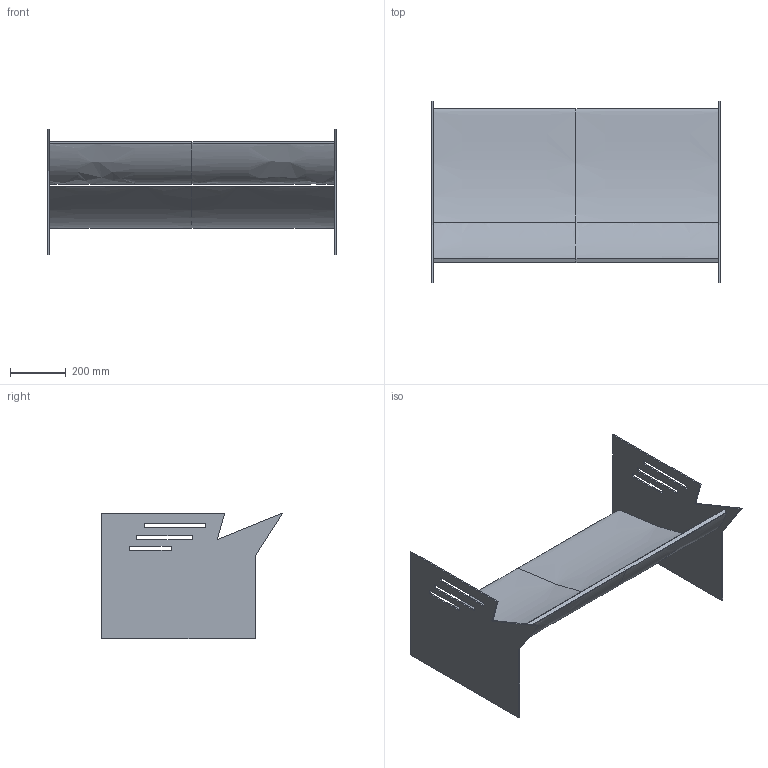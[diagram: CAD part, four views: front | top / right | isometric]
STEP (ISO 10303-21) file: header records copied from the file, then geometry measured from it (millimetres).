
FILE_DESCRIPTION(('CATIA V5 STEP Exchange'),'2;1');
FILE_NAME('rearwing.stp','2018-11-23T21:30:56+00:00',('none'),('none'),'CATIA Version 5 Release 17 (IN-10)','CATIA V5 STEP AP203','none');
FILE_SCHEMA(('CONFIG_CONTROL_DESIGN'));
Length unit declared in the file: millimetre
Products named in the file (3): rearwing; end; Symmetry of end
Assembly tree (8 placements, depth 3):
  rearwing
    #56
    #1897
    end
      #3862
    Symmetry of end
      #4601
    #5298
    #7367
Bounding box: 1029.98 x 646.88 x 450 mm (x, y, z)
Volume: 23159011.2 mm3; surface area: 2485990.3 mm2
Topology: 8 solids, 8 shells, 74 faces, 172 edges, 115 vertices
Faces by surface type: plane 66, bspline 8
Entity records: 9183 total; most frequent: CARTESIAN_POINT 7360, ORIENTED_EDGE 336, DIRECTION 306, EDGE_CURVE 168, VECTOR 146, LINE 146, VERTEX_POINT 110, EDGE_LOOP 86
